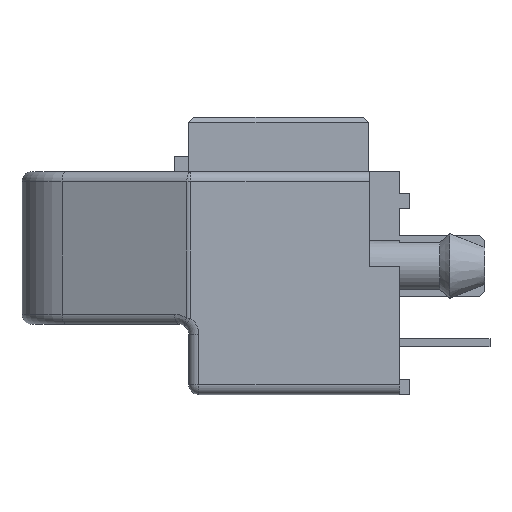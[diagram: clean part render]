
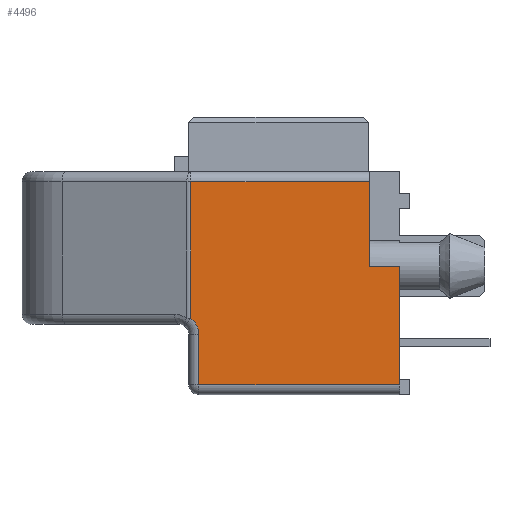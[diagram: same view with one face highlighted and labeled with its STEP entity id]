
A CAD part, left-side view. The second image highlights one B-rep face of the part: STEP entity #4496.
In plain terms, the highlighted planar face has unit normal (-1, 0, 0).
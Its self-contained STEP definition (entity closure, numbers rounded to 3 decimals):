
#201 = CARTESIAN_POINT ( 'NONE',  ( -5.75, -15.5, -2.9 ) ) ;
#232 = EDGE_CURVE ( 'NONE', #3190, #877, #2387, .T. ) ;
#441 = VECTOR ( 'NONE', #3509, 1000. ) ;
#456 = EDGE_CURVE ( 'NONE', #4632, #3190, #6696, .T. ) ;
#497 = EDGE_CURVE ( 'NONE', #2096, #3388, #5235, .T. ) ;
#515 = EDGE_CURVE ( 'NONE', #3388, #4391, #3998, .T. ) ;
#590 = CARTESIAN_POINT ( 'NONE',  ( -5.75, -15.5, -2.9 ) ) ;
#672 = CARTESIAN_POINT ( 'NONE',  ( -5.75, -14., 0. ) ) ;
#877 = VERTEX_POINT ( 'NONE', #5381 ) ;
#970 = CARTESIAN_POINT ( 'NONE',  ( -5.75, -15.5, 4.2 ) ) ;
#1106 = EDGE_CURVE ( 'NONE', #3860, #4632, #1695, .T. ) ;
#1347 = VERTEX_POINT ( 'NONE', #6137 ) ;
#1695 = LINE ( 'NONE', #672, #4623 ) ;
#1901 = DIRECTION ( 'NONE',  ( 0., 0., 1. ) ) ;
#2004 = DIRECTION ( 'NONE',  ( 0., 0., -1. ) ) ;
#2011 = LINE ( 'NONE', #4283, #3392 ) ;
#2096 = VERTEX_POINT ( 'NONE', #2384 ) ;
#2295 = ORIENTED_EDGE ( 'NONE', *, *, #497, .T. ) ;
#2371 = ORIENTED_EDGE ( 'NONE', *, *, #5774, .F. ) ;
#2384 = CARTESIAN_POINT ( 'NONE',  ( -5.75, -5.5, -5.9 ) ) ;
#2387 = LINE ( 'NONE', #4311, #6556 ) ;
#2512 = DIRECTION ( 'NONE',  ( -1., 0., 0. ) ) ;
#2607 = ORIENTED_EDGE ( 'NONE', *, *, #456, .T. ) ;
#2684 = ORIENTED_EDGE ( 'NONE', *, *, #515, .T. ) ;
#3146 = AXIS2_PLACEMENT_3D ( 'NONE', #201, #2512, #6563 ) ;
#3190 = VERTEX_POINT ( 'NONE', #7390 ) ;
#3263 = ORIENTED_EDGE ( 'NONE', *, *, #232, .T. ) ;
#3279 = DIRECTION ( 'NONE',  ( 0., -1., 0. ) ) ;
#3388 = VERTEX_POINT ( 'NONE', #4959 ) ;
#3392 = VECTOR ( 'NONE', #3279, 1000. ) ;
#3509 = DIRECTION ( 'NONE',  ( 0., 0., 1. ) ) ;
#3808 = CARTESIAN_POINT ( 'NONE',  ( -5.75, -14., 0. ) ) ;
#3826 = DIRECTION ( 'NONE',  ( 0., 1., 0. ) ) ;
#3860 = VERTEX_POINT ( 'NONE', #3808 ) ;
#3948 = ORIENTED_EDGE ( 'NONE', *, *, #1106, .T. ) ;
#3998 = LINE ( 'NONE', #590, #441 ) ;
#4007 = EDGE_CURVE ( 'NONE', #1347, #2096, #4480, .T. ) ;
#4034 = CARTESIAN_POINT ( 'NONE',  ( -5.75, -15.5, -5.9 ) ) ;
#4148 = VECTOR ( 'NONE', #6350, 1000. ) ;
#4243 = AXIS2_PLACEMENT_3D ( 'NONE', #4741, #7051, #1901 ) ;
#4283 = CARTESIAN_POINT ( 'NONE',  ( -5.75, -15.5, 0. ) ) ;
#4311 = CARTESIAN_POINT ( 'NONE',  ( -5.75, -5.103, -2.9 ) ) ;
#4391 = VERTEX_POINT ( 'NONE', #7257 ) ;
#4480 = LINE ( 'NONE', #6787, #5630 ) ;
#4496 = ADVANCED_FACE ( 'NONE', ( #5694 ), #6489, .T. ) ;
#4623 = VECTOR ( 'NONE', #5249, 1000. ) ;
#4632 = VERTEX_POINT ( 'NONE', #6039 ) ;
#4741 = CARTESIAN_POINT ( 'NONE',  ( -5.75, -4.5, -3.4 ) ) ;
#4959 = CARTESIAN_POINT ( 'NONE',  ( -5.75, -15.5, -5.9 ) ) ;
#5084 = CIRCLE ( 'NONE', #4243, 1. ) ;
#5235 = LINE ( 'NONE', #4034, #4148 ) ;
#5249 = DIRECTION ( 'NONE',  ( 0., 0., 1. ) ) ;
#5381 = CARTESIAN_POINT ( 'NONE',  ( -5.75, -5.103, -2.602 ) ) ;
#5630 = VECTOR ( 'NONE', #2004, 1000. ) ;
#5681 = ORIENTED_EDGE ( 'NONE', *, *, #4007, .T. ) ;
#5694 = FACE_OUTER_BOUND ( 'NONE', #6577, .T. ) ;
#5774 = EDGE_CURVE ( 'NONE', #3860, #4391, #2011, .T. ) ;
#5830 = DIRECTION ( 'NONE',  ( 0., 0., -1. ) ) ;
#5838 = ORIENTED_EDGE ( 'NONE', *, *, #6395, .T. ) ;
#6039 = CARTESIAN_POINT ( 'NONE',  ( -5.75, -14., 4.2 ) ) ;
#6137 = CARTESIAN_POINT ( 'NONE',  ( -5.75, -5.5, -3.4 ) ) ;
#6350 = DIRECTION ( 'NONE',  ( 0., -1., 0. ) ) ;
#6395 = EDGE_CURVE ( 'NONE', #877, #1347, #5084, .T. ) ;
#6489 = PLANE ( 'NONE',  #3146 ) ;
#6556 = VECTOR ( 'NONE', #5830, 1000. ) ;
#6563 = DIRECTION ( 'NONE',  ( 0., 0., 1. ) ) ;
#6577 = EDGE_LOOP ( 'NONE', ( #5681, #2295, #2684, #2371, #3948, #2607, #3263, #5838 ) ) ;
#6696 = LINE ( 'NONE', #970, #7171 ) ;
#6787 = CARTESIAN_POINT ( 'NONE',  ( -5.75, -5.5, -6.4 ) ) ;
#7051 = DIRECTION ( 'NONE',  ( 1., 0., 0. ) ) ;
#7171 = VECTOR ( 'NONE', #3826, 1000. ) ;
#7257 = CARTESIAN_POINT ( 'NONE',  ( -5.75, -15.5, 0. ) ) ;
#7390 = CARTESIAN_POINT ( 'NONE',  ( -5.75, -5.103, 4.2 ) ) ;
